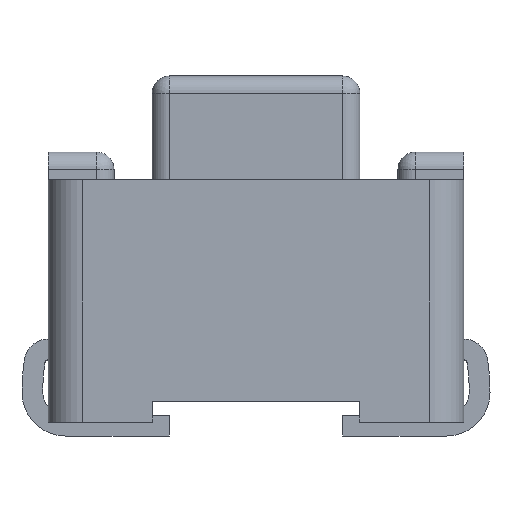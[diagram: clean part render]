
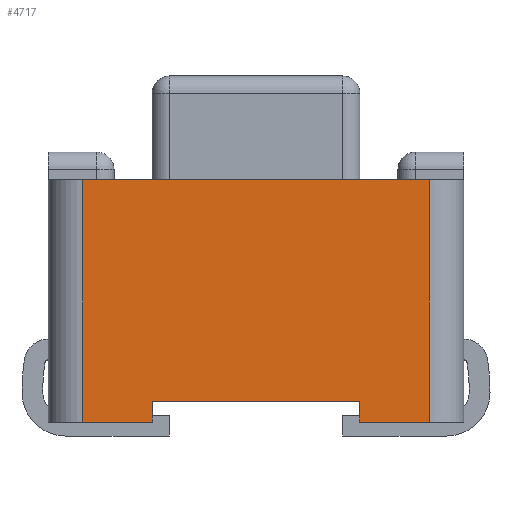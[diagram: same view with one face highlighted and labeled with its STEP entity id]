
A CAD part, front view. The second image highlights one B-rep face of the part: STEP entity #4717.
In plain terms, the highlighted planar face has unit normal (0, -1, 0).
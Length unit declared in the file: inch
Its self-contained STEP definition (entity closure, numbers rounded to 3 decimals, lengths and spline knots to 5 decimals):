
#2960=CARTESIAN_POINT('',(-0.09843,-0.0689,0.12598));
#2961=VERTEX_POINT('',#2960);
#2969=CARTESIAN_POINT('',(0.09843,-0.0689,0.12598));
#2970=VERTEX_POINT('',#2969);
#2971=CARTESIAN_POINT('',(-0.09843,-0.0689,0.12598));
#2972=DIRECTION('',(1.0,0.0,0.0));
#2973=VECTOR('',#2972,0.19685);
#2974=LINE('',#2971,#2973);
#2975=EDGE_CURVE('',#2961,#2970,#2974,.T.);
#4088=CARTESIAN_POINT('',(-0.05906,-0.0689,-0.01181));
#4089=VERTEX_POINT('',#4088);
#4106=CARTESIAN_POINT('',(-0.05906,-0.0689,0.0));
#4107=VERTEX_POINT('',#4106);
#4114=CARTESIAN_POINT('',(-0.05906,-0.0689,0.0));
#4115=DIRECTION('',(0.0,0.0,-1.0));
#4116=VECTOR('',#4115,0.01181);
#4117=LINE('',#4114,#4116);
#4118=EDGE_CURVE('',#4107,#4089,#4117,.T.);
#4159=CARTESIAN_POINT('',(-0.09843,-0.0689,-0.01181));
#4160=VERTEX_POINT('',#4159);
#4161=CARTESIAN_POINT('',(-0.09843,-0.0689,-0.01181));
#4162=DIRECTION('',(1.0,0.0,0.0));
#4163=VECTOR('',#4162,0.03937);
#4164=LINE('',#4161,#4163);
#4165=EDGE_CURVE('',#4160,#4089,#4164,.T.);
#4224=CARTESIAN_POINT('',(0.05906,-0.0689,-0.01181));
#4225=VERTEX_POINT('',#4224);
#4232=CARTESIAN_POINT('',(0.05906,-0.0689,0.0));
#4233=VERTEX_POINT('',#4232);
#4234=CARTESIAN_POINT('',(0.05906,-0.0689,0.0));
#4235=DIRECTION('',(0.0,0.0,-1.0));
#4236=VECTOR('',#4235,0.01181);
#4237=LINE('',#4234,#4236);
#4238=EDGE_CURVE('',#4233,#4225,#4237,.T.);
#4256=CARTESIAN_POINT('',(0.09843,-0.0689,-0.01181));
#4257=VERTEX_POINT('',#4256);
#4265=CARTESIAN_POINT('',(0.05906,-0.0689,-0.01181));
#4266=DIRECTION('',(1.0,0.0,0.0));
#4267=VECTOR('',#4266,0.03937);
#4268=LINE('',#4265,#4267);
#4269=EDGE_CURVE('',#4225,#4257,#4268,.T.);
#4679=CARTESIAN_POINT('',(0.09843,-0.0689,0.12598));
#4680=DIRECTION('',(0.0,0.0,-1.0));
#4681=VECTOR('',#4680,0.1378);
#4682=LINE('',#4679,#4681);
#4683=EDGE_CURVE('',#2970,#4257,#4682,.T.);
#4692=CARTESIAN_POINT('',(-0.10827,-0.0689,0.13287));
#4693=DIRECTION('',(0.0,-1.0,0.0));
#4694=DIRECTION('',(0.0,0.0,-1.0));
#4695=AXIS2_PLACEMENT_3D('',#4692,#4693,#4694);
#4696=PLANE('',#4695);
#4697=CARTESIAN_POINT('',(-0.09843,-0.0689,-0.01181));
#4698=DIRECTION('',(0.0,0.0,1.0));
#4699=VECTOR('',#4698,0.1378);
#4700=LINE('',#4697,#4699);
#4701=EDGE_CURVE('',#4160,#2961,#4700,.T.);
#4702=ORIENTED_EDGE('',*,*,#4701,.F.);
#4703=ORIENTED_EDGE('',*,*,#4165,.T.);
#4704=ORIENTED_EDGE('',*,*,#4118,.F.);
#4705=CARTESIAN_POINT('',(0.05906,-0.0689,0.0));
#4706=DIRECTION('',(-1.0,0.0,0.0));
#4707=VECTOR('',#4706,0.11811);
#4708=LINE('',#4705,#4707);
#4709=EDGE_CURVE('',#4233,#4107,#4708,.T.);
#4710=ORIENTED_EDGE('',*,*,#4709,.F.);
#4711=ORIENTED_EDGE('',*,*,#4238,.T.);
#4712=ORIENTED_EDGE('',*,*,#4269,.T.);
#4713=ORIENTED_EDGE('',*,*,#4683,.F.);
#4714=ORIENTED_EDGE('',*,*,#2975,.F.);
#4715=EDGE_LOOP('',(#4702,#4703,#4704,#4710,#4711,#4712,#4713,#4714));
#4716=FACE_OUTER_BOUND('',#4715,.T.);
#4717=ADVANCED_FACE('',(#4716),#4696,.T.);
